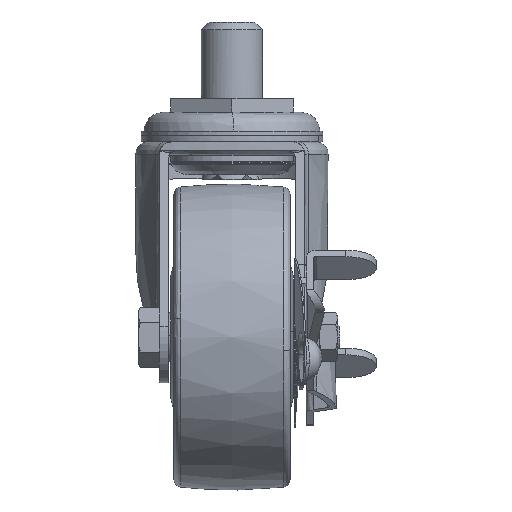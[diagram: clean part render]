
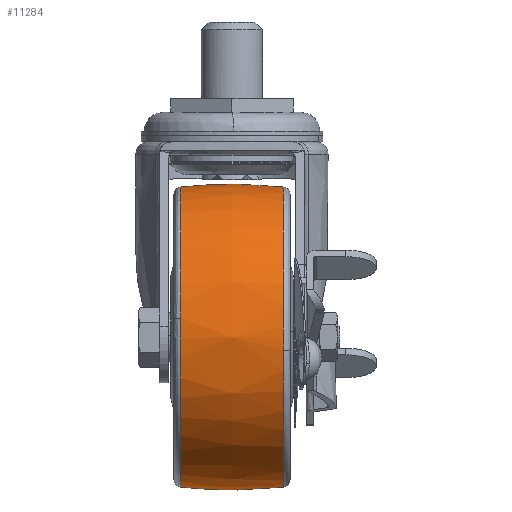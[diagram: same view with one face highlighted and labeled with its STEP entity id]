
A CAD part, left-side view. The second image highlights one B-rep face of the part: STEP entity #11284.
In plain terms, the highlighted free-form (B-spline) face has degree [2, 2] with [5, 5] control points.
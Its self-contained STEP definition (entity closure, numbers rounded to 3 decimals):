
#11003=CARTESIAN_POINT('',(-85.869,-16.78,-77.81));
#11004=VERTEX_POINT('',#11003);
#11018=CARTESIAN_POINT('',(-37.0,-16.78,-122.559));
#11019=VERTEX_POINT('',#11018);
#11020=CARTESIAN_POINT('',(-85.869,-16.78,-77.81));
#11021=CARTESIAN_POINT('',(-81.922,-16.78,-122.559));
#11022=CARTESIAN_POINT('',(-37.0,-16.78,-122.559));
#11030=(BOUNDED_CURVE()B_SPLINE_CURVE(2,(#11020,#11021,#11022),.UNSPECIFIED.,.F.,.U.)B_SPLINE_CURVE_WITH_KNOTS((3,3),(0.765,1.0),.UNSPECIFIED.)CURVE()GEOMETRIC_REPRESENTATION_ITEM()RATIONAL_B_SPLINE_CURVE((0.966,0.725,1.0))REPRESENTATION_ITEM(''));
#11031=EDGE_CURVE('',#11004,#11019,#11030,.T.);
#11093=CARTESIAN_POINT('',(-37.0,-16.78,-24.441));
#11094=VERTEX_POINT('',#11093);
#11108=CARTESIAN_POINT('',(-37.0,-16.78,-24.441));
#11109=CARTESIAN_POINT('',(-86.059,-16.78,-24.441));
#11110=CARTESIAN_POINT('',(-86.059,-16.78,-73.5));
#11111=CARTESIAN_POINT('',(-86.059,-16.78,-75.659));
#11112=CARTESIAN_POINT('',(-85.869,-16.78,-77.81));
#11120=(BOUNDED_CURVE()B_SPLINE_CURVE(2,(#11108,#11109,#11110,#11111,#11112),.UNSPECIFIED.,.F.,.U.)B_SPLINE_CURVE_WITH_KNOTS((3,2,3),(0.5,0.75,0.765),.UNSPECIFIED.)CURVE()GEOMETRIC_REPRESENTATION_ITEM()RATIONAL_B_SPLINE_CURVE((1.0,0.707,1.0,0.982,0.966))REPRESENTATION_ITEM(''));
#11121=EDGE_CURVE('',#11094,#11004,#11120,.T.);
#11160=CARTESIAN_POINT('',(-37.0,16.78,-122.559));
#11161=VERTEX_POINT('',#11160);
#11162=CARTESIAN_POINT('',(-37.0,-16.78,-122.559));
#11163=CARTESIAN_POINT('',(-37.,-12.776,-123.009));
#11164=CARTESIAN_POINT('',(-37.,-1.586,-123.814));
#11165=CARTESIAN_POINT('',(-37.,9.643,-123.362));
#11166=CARTESIAN_POINT('',(-37.0,16.78,-122.559));
#11167=B_SPLINE_CURVE_WITH_KNOTS('',3,(#11162,#11163,#11164,#11165,#11166),.UNSPECIFIED.,.F.,.U.,(4,1,4),(0.,12.086,33.63),.UNSPECIFIED.);
#11168=EDGE_CURVE('',#11019,#11161,#11167,.T.);
#11185=CARTESIAN_POINT('',(-37.0,16.78,-24.441));
#11186=VERTEX_POINT('',#11185);
#11202=CARTESIAN_POINT('',(-37.0,-16.78,-24.441));
#11203=CARTESIAN_POINT('',(-37.,-11.036,-23.795));
#11204=CARTESIAN_POINT('',(-37.,0.176,-23.186));
#11205=CARTESIAN_POINT('',(-37.0,11.384,-23.834));
#11206=CARTESIAN_POINT('',(-37.0,16.78,-24.441));
#11207=B_SPLINE_CURVE_WITH_KNOTS('',3,(#11202,#11203,#11204,#11205,#11206),.UNSPECIFIED.,.F.,.U.,(4,1,4),(0.,17.34,33.63),.UNSPECIFIED.);
#11208=EDGE_CURVE('',#11094,#11186,#11207,.T.);
#11215=CARTESIAN_POINT('',(-37.,-18.466,-24.641));
#11216=CARTESIAN_POINT('',(-37.0,-9.268,-23.5));
#11217=CARTESIAN_POINT('',(-37.0,0.,-23.5));
#11218=CARTESIAN_POINT('',(-37.,9.268,-23.5));
#11219=CARTESIAN_POINT('',(-37.,18.466,-24.641));
#11220=CARTESIAN_POINT('',(-85.859,-18.466,-24.641));
#11221=CARTESIAN_POINT('',(-87.,-9.268,-23.5));
#11222=CARTESIAN_POINT('',(-87.,0.,-23.5));
#11223=CARTESIAN_POINT('',(-87.,9.268,-23.5));
#11224=CARTESIAN_POINT('',(-85.859,18.466,-24.641));
#11225=CARTESIAN_POINT('',(-85.859,-18.466,-73.5));
#11226=CARTESIAN_POINT('',(-87.,-9.268,-73.5));
#11227=CARTESIAN_POINT('',(-87.0,0.,-73.5));
#11228=CARTESIAN_POINT('',(-87.0,9.268,-73.5));
#11229=CARTESIAN_POINT('',(-85.859,18.466,-73.5));
#11230=CARTESIAN_POINT('',(-85.859,-18.466,-122.359));
#11231=CARTESIAN_POINT('',(-87.,-9.268,-123.5));
#11232=CARTESIAN_POINT('',(-87.,0.,-123.5));
#11233=CARTESIAN_POINT('',(-87.,9.268,-123.5));
#11234=CARTESIAN_POINT('',(-85.859,18.466,-122.359));
#11235=CARTESIAN_POINT('',(-37.,-18.466,-122.359));
#11236=CARTESIAN_POINT('',(-37.0,-9.268,-123.5));
#11237=CARTESIAN_POINT('',(-37.0,0.,-123.5));
#11238=CARTESIAN_POINT('',(-37.,9.268,-123.5));
#11239=CARTESIAN_POINT('',(-37.,18.466,-122.359));
#11247=(BOUNDED_SURFACE()B_SPLINE_SURFACE(2,2,((#11215,#11220,#11225,#11230,#11235),(#11216,#11221,#11226,#11231,#11236),(#11217,#11222,#11227,#11232,#11237),(#11218,#11223,#11228,#11233,#11238),(#11219,#11224,#11229,#11234,#11239)),.UNSPECIFIED.,.F.,.F.,.U.)B_SPLINE_SURFACE_WITH_KNOTS((3,2,3),(3,2,3),(0.0,18.709,37.418),(0.0,82.843,165.685),.UNSPECIFIED.)GEOMETRIC_REPRESENTATION_ITEM()RATIONAL_B_SPLINE_SURFACE(((0.978,0.691,0.978,0.691,0.978),(0.987,0.698,0.987,0.698,0.987),(1.0,0.707,1.0,0.707,1.0),(0.987,0.698,0.987,0.698,0.987),(0.978,0.691,0.978,0.691,0.978)))REPRESENTATION_ITEM('')SURFACE());
#11248=ORIENTED_EDGE('',*,*,#11168,.F.);
#11249=ORIENTED_EDGE('',*,*,#11031,.F.);
#11250=ORIENTED_EDGE('',*,*,#11121,.F.);
#11251=ORIENTED_EDGE('',*,*,#11208,.T.);
#11252=CARTESIAN_POINT('',(-85.672,16.78,-67.351));
#11253=VERTEX_POINT('',#11252);
#11254=CARTESIAN_POINT('',(-37.0,16.78,-24.441));
#11255=CARTESIAN_POINT('',(-80.251,16.78,-24.441));
#11256=CARTESIAN_POINT('',(-85.672,16.78,-67.351));
#11264=(BOUNDED_CURVE()B_SPLINE_CURVE(2,(#11254,#11255,#11256),.UNSPECIFIED.,.F.,.U.)B_SPLINE_CURVE_WITH_KNOTS((3,3),(0.5,0.728),.UNSPECIFIED.)CURVE()GEOMETRIC_REPRESENTATION_ITEM()RATIONAL_B_SPLINE_CURVE((1.0,0.733,0.954))REPRESENTATION_ITEM(''));
#11265=EDGE_CURVE('',#11186,#11253,#11264,.T.);
#11266=ORIENTED_EDGE('',*,*,#11265,.T.);
#11267=CARTESIAN_POINT('',(-85.672,16.78,-67.351));
#11268=CARTESIAN_POINT('',(-86.059,16.78,-70.413));
#11269=CARTESIAN_POINT('',(-86.059,16.78,-73.5));
#11270=CARTESIAN_POINT('',(-86.059,16.78,-122.559));
#11271=CARTESIAN_POINT('',(-37.0,16.78,-122.559));
#11279=(BOUNDED_CURVE()B_SPLINE_CURVE(2,(#11267,#11268,#11269,#11270,#11271),.UNSPECIFIED.,.F.,.U.)B_SPLINE_CURVE_WITH_KNOTS((3,2,3),(0.728,0.75,1.0),.UNSPECIFIED.)CURVE()GEOMETRIC_REPRESENTATION_ITEM()RATIONAL_B_SPLINE_CURVE((0.954,0.975,1.0,0.707,1.0))REPRESENTATION_ITEM(''));
#11280=EDGE_CURVE('',#11253,#11161,#11279,.T.);
#11281=ORIENTED_EDGE('',*,*,#11280,.T.);
#11282=EDGE_LOOP('',(#11248,#11249,#11250,#11251,#11266,#11281));
#11283=FACE_OUTER_BOUND('',#11282,.T.);
#11284=ADVANCED_FACE('',(#11283),#11247,.T.);
